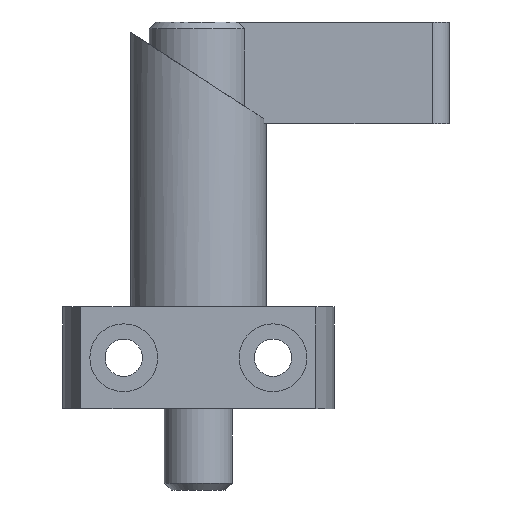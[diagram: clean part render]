
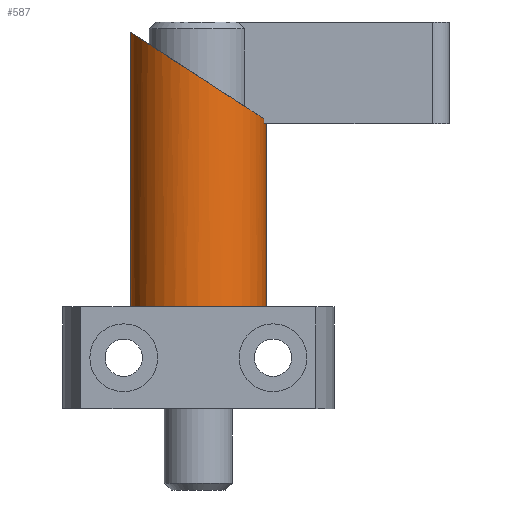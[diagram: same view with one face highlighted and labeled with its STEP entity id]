
A CAD part, front view. The second image highlights one B-rep face of the part: STEP entity #587.
In plain terms, the highlighted cylindrical face has radius 10 mm (diameter 20 mm), a partial arc.
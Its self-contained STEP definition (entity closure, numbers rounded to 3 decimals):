
#323=EDGE_CURVE('',#449,#409,#818,.T.);
#381=VERTEX_POINT('',#884);
#385=VERTEX_POINT('',#888);
#409=VERTEX_POINT('',#915);
#413=VERTEX_POINT('',#920);
#439=EDGE_CURVE('',#409,#413,#948,.T.);
#449=VERTEX_POINT('',#959);
#477=EDGE_CURVE('',#413,#385,#990,.T.);
#523=EDGE_CURVE('',#385,#381,#1044,.T.);
#577=EDGE_CURVE('',#381,#449,#1108,.T.);
#587=ADVANCED_FACE('',(#1119),#1120,.T.);
#818=LINE('',#1387,#1388);
#884=CARTESIAN_POINT('',(0.,-10.0,15.0));
#888=CARTESIAN_POINT('',(-10.0,0.,15.0));
#915=CARTESIAN_POINT('',(10.0,0.0,42.5));
#920=CARTESIAN_POINT('',(-10.0,0.,55.488));
#948=ELLIPSE('',#1573,11.924,10.0);
#959=CARTESIAN_POINT('',(10.0,0.,15.0));
#990=LINE('',#1626,#1627);
#1044=CIRCLE('',#1703,10.0);
#1108=CIRCLE('',#1782,10.0);
#1119=FACE_OUTER_BOUND('',#1795,.T.);
#1120=CYLINDRICAL_SURFACE('',#1796,10.0);
#1387=CARTESIAN_POINT('',(10.0,0.,27.8));
#1388=VECTOR('',#2092,1.0);
#1573=AXIS2_PLACEMENT_3D('',#2230,#2231,#2232);
#1626=CARTESIAN_POINT('',(-10.0,0.,27.8));
#1627=VECTOR('',#2285,1.0);
#1703=AXIS2_PLACEMENT_3D('',#2360,#2361,#2362);
#1782=AXIS2_PLACEMENT_3D('',#2451,#2452,#2453);
#1795=EDGE_LOOP('',(#2464,#2465,#2466,#2467,#2468));
#1796=AXIS2_PLACEMENT_3D('',#2469,#2470,#2471);
#2092=DIRECTION('',(0.0,0.0,1.0));
#2230=CARTESIAN_POINT('',(0.0,0.0,48.994));
#2231=DIRECTION('',(-0.545,-0.0,-0.839));
#2232=DIRECTION('',(0.839,0.0,-0.545));
#2285=DIRECTION('',(-0.0,-0.0,-1.0));
#2360=CARTESIAN_POINT('',(0.0,0.0,15.0));
#2361=DIRECTION('',(0.0,0.0,1.0));
#2362=DIRECTION('',(1.0,0.0,0.0));
#2451=CARTESIAN_POINT('',(0.0,0.0,15.0));
#2452=DIRECTION('',(0.0,0.0,1.0));
#2453=DIRECTION('',(1.0,0.0,0.0));
#2464=ORIENTED_EDGE('',*,*,#323,.T.);
#2465=ORIENTED_EDGE('',*,*,#439,.T.);
#2466=ORIENTED_EDGE('',*,*,#477,.T.);
#2467=ORIENTED_EDGE('',*,*,#523,.T.);
#2468=ORIENTED_EDGE('',*,*,#577,.T.);
#2469=CARTESIAN_POINT('',(0.0,0.0,27.8));
#2470=DIRECTION('',(-0.0,-0.0,-1.0));
#2471=DIRECTION('',(1.0,0.0,0.0));
